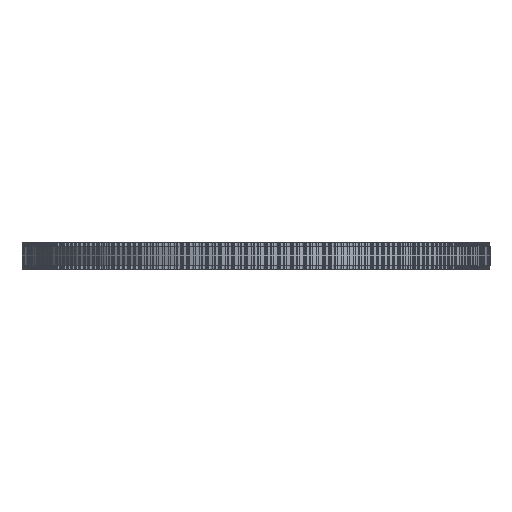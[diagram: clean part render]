
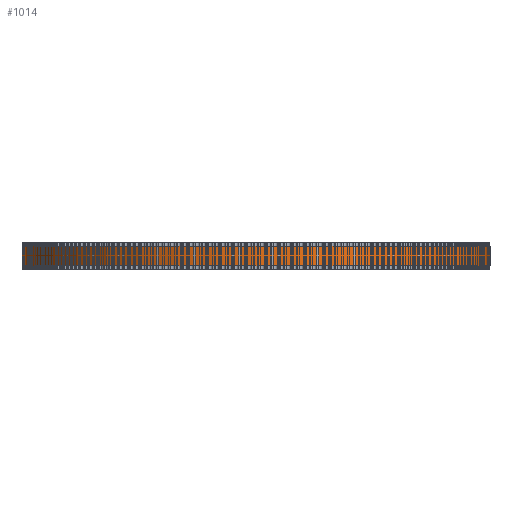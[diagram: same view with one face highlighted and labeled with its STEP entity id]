
A CAD part, front view. The second image highlights one B-rep face of the part: STEP entity #1014.
In plain terms, the highlighted cylindrical face has radius 70.983 mm (diameter 141.966 mm), a full revolution.
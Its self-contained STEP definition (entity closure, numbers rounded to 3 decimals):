
#97=FACE_BOUND('',#3696,.T.);
#98=FACE_BOUND('',#3697,.T.);
#1014=ADVANCED_FACE('',(#97,#98),#1907,.T.);
#1907=CYLINDRICAL_SURFACE('',#19767,70.983);
#3696=EDGE_LOOP('',(#10834));
#3697=EDGE_LOOP('',(#10835));
#10834=ORIENTED_EDGE('',*,*,#15298,.T.);
#10835=ORIENTED_EDGE('',*,*,#15299,.T.);
#12620=VERTEX_POINT('',#31380);
#12621=VERTEX_POINT('',#31382);
#15298=EDGE_CURVE('',#12620,#12620,#17084,.T.);
#15299=EDGE_CURVE('',#12621,#12621,#17085,.T.);
#17084=CIRCLE('',#19765,70.983);
#17085=CIRCLE('',#19766,70.983);
#19765=AXIS2_PLACEMENT_3D('',#31379,#26018,#26019);
#19766=AXIS2_PLACEMENT_3D('',#31381,#26020,#26021);
#19767=AXIS2_PLACEMENT_3D('',#31383,#26022,#26023);
#26018=DIRECTION('',(0.,0.,1.));
#26019=DIRECTION('',(1.,0.,0.));
#26020=DIRECTION('',(0.,0.,-1.));
#26021=DIRECTION('',(1.,0.,0.));
#26022=DIRECTION('',(0.,0.,1.));
#26023=DIRECTION('',(1.,0.,0.));
#31379=CARTESIAN_POINT('',(0.,0.,1.));
#31380=CARTESIAN_POINT('',(70.983,0.,1.));
#31381=CARTESIAN_POINT('',(0.,0.,7.));
#31382=CARTESIAN_POINT('',(70.983,0.,7.));
#31383=CARTESIAN_POINT('',(0.,0.,1.));
